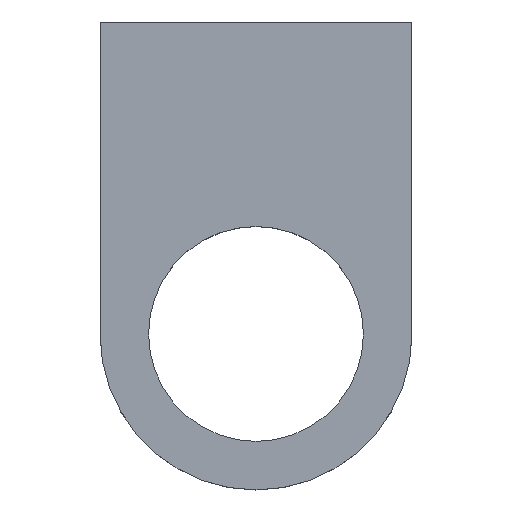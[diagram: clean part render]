
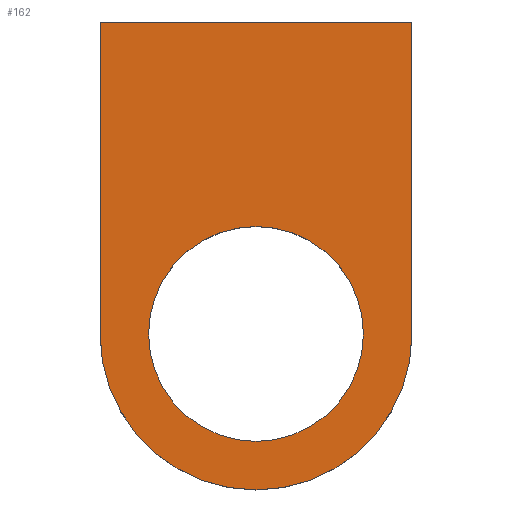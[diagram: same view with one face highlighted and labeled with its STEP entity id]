
A CAD part, top view. The second image highlights one B-rep face of the part: STEP entity #162.
In plain terms, the highlighted planar face has unit normal (0, 0, 1).
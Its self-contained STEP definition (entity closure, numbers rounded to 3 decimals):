
#17=FACE_BOUND('',#34,.T.);
#19=CIRCLE('',#186,45.);
#20=CIRCLE('',#187,31.);
#24=FACE_OUTER_BOUND('',#33,.T.);
#33=EDGE_LOOP('',(#116,#117,#118,#119));
#34=EDGE_LOOP('',(#120));
#45=LINE('',#250,#62);
#47=LINE('',#254,#64);
#48=LINE('',#257,#65);
#62=VECTOR('',#203,10.);
#64=VECTOR('',#207,10.);
#65=VECTOR('',#210,10.);
#79=VERTEX_POINT('',#247);
#80=VERTEX_POINT('',#249);
#81=VERTEX_POINT('',#253);
#82=VERTEX_POINT('',#255);
#83=VERTEX_POINT('',#258);
#93=EDGE_CURVE('',#80,#79,#45,.T.);
#95=EDGE_CURVE('',#79,#81,#47,.T.);
#96=EDGE_CURVE('',#81,#82,#19,.T.);
#97=EDGE_CURVE('',#82,#80,#48,.T.);
#98=EDGE_CURVE('',#83,#83,#20,.T.);
#116=ORIENTED_EDGE('',*,*,#95,.T.);
#117=ORIENTED_EDGE('',*,*,#96,.T.);
#118=ORIENTED_EDGE('',*,*,#97,.T.);
#119=ORIENTED_EDGE('',*,*,#93,.T.);
#120=ORIENTED_EDGE('',*,*,#98,.T.);
#155=PLANE('',#185);
#162=ADVANCED_FACE('',(#24,#17),#155,.T.);
#185=AXIS2_PLACEMENT_3D('',#252,#205,#206);
#186=AXIS2_PLACEMENT_3D('',#256,#208,#209);
#187=AXIS2_PLACEMENT_3D('',#259,#211,#212);
#203=DIRECTION('',(-1.,0.,0.));
#205=DIRECTION('center_axis',(0.,0.,1.));
#206=DIRECTION('ref_axis',(0.,-1.,0.));
#207=DIRECTION('',(0.,-1.,0.));
#208=DIRECTION('center_axis',(0.,0.,1.));
#209=DIRECTION('ref_axis',(-1.,0.,0.));
#210=DIRECTION('',(0.,1.,0.));
#211=DIRECTION('center_axis',(0.,0.,-1.));
#212=DIRECTION('ref_axis',(0.,-1.,0.));
#247=CARTESIAN_POINT('',(5.,40.,55.4));
#249=CARTESIAN_POINT('',(95.,40.,55.4));
#250=CARTESIAN_POINT('',(5.,40.,55.4));
#252=CARTESIAN_POINT('Origin',(50.,-27.5,55.4));
#253=CARTESIAN_POINT('',(5.,-50.,55.4));
#254=CARTESIAN_POINT('',(5.,0.,55.4));
#255=CARTESIAN_POINT('',(95.,-50.,55.4));
#256=CARTESIAN_POINT('Origin',(50.,-50.,55.4));
#257=CARTESIAN_POINT('',(95.,-50.,55.4));
#258=CARTESIAN_POINT('',(50.,-19.,55.4));
#259=CARTESIAN_POINT('Origin',(50.,-50.,55.4));
